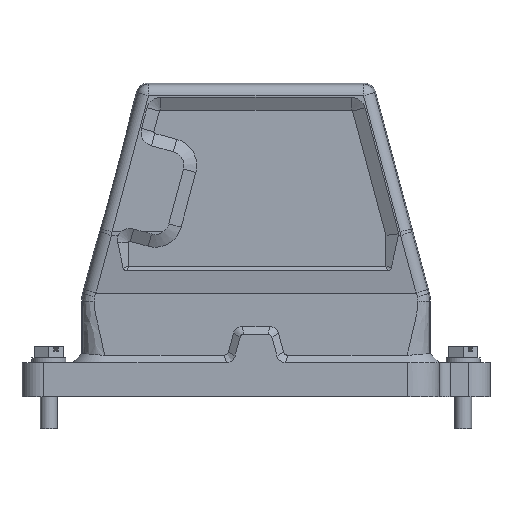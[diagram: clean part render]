
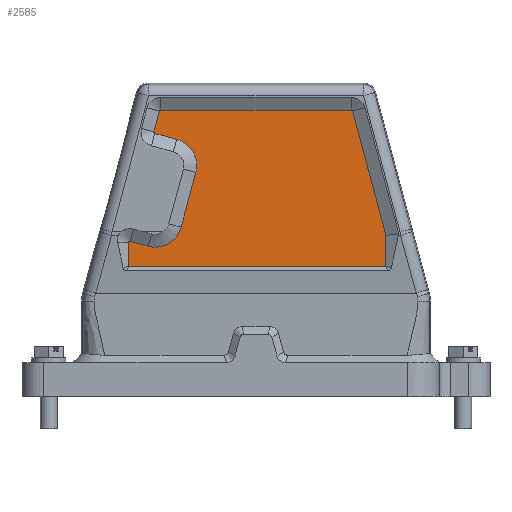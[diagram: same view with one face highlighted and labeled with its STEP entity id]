
A CAD part, front view. The second image highlights one B-rep face of the part: STEP entity #2585.
In plain terms, the highlighted planar face has unit normal (0, -1, 0).
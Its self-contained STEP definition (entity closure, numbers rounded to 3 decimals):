
#1270=LINE('',#10834,#1901);
#1271=LINE('',#10854,#1902);
#1272=LINE('',#10873,#1903);
#1273=LINE('',#10875,#1904);
#1274=LINE('',#10879,#1905);
#1275=LINE('',#10883,#1906);
#1276=LINE('',#10887,#1907);
#1277=LINE('',#10891,#1908);
#1278=LINE('',#10895,#1909);
#1901=VECTOR('',#8652,1.);
#1902=VECTOR('',#8653,1.);
#1903=VECTOR('',#8654,1.);
#1904=VECTOR('',#8655,1.);
#1905=VECTOR('',#8658,1.);
#1906=VECTOR('',#8661,1.);
#1907=VECTOR('',#8664,1.);
#1908=VECTOR('',#8667,1.);
#1909=VECTOR('',#8670,1.);
#2416=B_SPLINE_CURVE_WITH_KNOTS('',3,(#10837,#10838,#10839,#10840,#10841,
#10842,#10843,#10844,#10845,#10846,#10847,#10848,#10849,#10850,#10851,#10852),
 .UNSPECIFIED.,.F.,.F.,(4,3,3,3,3,4),(0.,0.213,0.426,
0.642,0.859,1.),.UNSPECIFIED.);
#2417=B_SPLINE_CURVE_WITH_KNOTS('',3,(#10856,#10857,#10858,#10859,#10860,
#10861,#10862,#10863,#10864,#10865,#10866,#10867,#10868,#10869,#10870,#10871),
 .UNSPECIFIED.,.F.,.F.,(4,3,3,3,3,4),(0.,0.213,0.426,
0.642,0.859,1.),.UNSPECIFIED.);
#2585=ADVANCED_FACE('',(#3171),#2966,.T.);
#2966=PLANE('',#7879);
#3171=FACE_OUTER_BOUND('',#3543,.T.);
#3543=EDGE_LOOP('',(#4131,#4132,#4133,#4134,#4135,#4136,#4137,#4138,#4139,
#4140,#4141,#4142,#4143,#4144,#4145,#4146,#4147));
#4131=ORIENTED_EDGE('',*,*,#6746,.F.);
#4132=ORIENTED_EDGE('',*,*,#6747,.T.);
#4133=ORIENTED_EDGE('',*,*,#6748,.F.);
#4134=ORIENTED_EDGE('',*,*,#6749,.T.);
#4135=ORIENTED_EDGE('',*,*,#6750,.F.);
#4136=ORIENTED_EDGE('',*,*,#6751,.F.);
#4137=ORIENTED_EDGE('',*,*,#6752,.T.);
#4138=ORIENTED_EDGE('',*,*,#6753,.F.);
#4139=ORIENTED_EDGE('',*,*,#6754,.T.);
#4140=ORIENTED_EDGE('',*,*,#6755,.F.);
#4141=ORIENTED_EDGE('',*,*,#6756,.T.);
#4142=ORIENTED_EDGE('',*,*,#6757,.F.);
#4143=ORIENTED_EDGE('',*,*,#6758,.T.);
#4144=ORIENTED_EDGE('',*,*,#6759,.F.);
#4145=ORIENTED_EDGE('',*,*,#6760,.T.);
#4146=ORIENTED_EDGE('',*,*,#6761,.F.);
#4147=ORIENTED_EDGE('',*,*,#6762,.T.);
#6093=VERTEX_POINT('',#10835);
#6094=VERTEX_POINT('',#10836);
#6095=VERTEX_POINT('',#10853);
#6096=VERTEX_POINT('',#10855);
#6097=VERTEX_POINT('',#10872);
#6098=VERTEX_POINT('',#10874);
#6099=VERTEX_POINT('',#10876);
#6100=VERTEX_POINT('',#10878);
#6101=VERTEX_POINT('',#10880);
#6102=VERTEX_POINT('',#10882);
#6103=VERTEX_POINT('',#10884);
#6104=VERTEX_POINT('',#10886);
#6105=VERTEX_POINT('',#10888);
#6106=VERTEX_POINT('',#10890);
#6107=VERTEX_POINT('',#10892);
#6108=VERTEX_POINT('',#10894);
#6109=VERTEX_POINT('',#10896);
#6746=EDGE_CURVE('',#6093,#6094,#1270,.T.);
#6747=EDGE_CURVE('',#6093,#6095,#2416,.T.);
#6748=EDGE_CURVE('',#6096,#6095,#1271,.T.);
#6749=EDGE_CURVE('',#6096,#6097,#2417,.T.);
#6750=EDGE_CURVE('',#6098,#6097,#1272,.T.);
#6751=EDGE_CURVE('',#6099,#6098,#1273,.T.);
#6752=EDGE_CURVE('',#6099,#6100,#7567,.T.);
#6753=EDGE_CURVE('',#6101,#6100,#1274,.T.);
#6754=EDGE_CURVE('',#6101,#6102,#7568,.T.);
#6755=EDGE_CURVE('',#6103,#6102,#1275,.T.);
#6756=EDGE_CURVE('',#6103,#6104,#7569,.T.);
#6757=EDGE_CURVE('',#6105,#6104,#1276,.T.);
#6758=EDGE_CURVE('',#6105,#6106,#7570,.T.);
#6759=EDGE_CURVE('',#6107,#6106,#1277,.T.);
#6760=EDGE_CURVE('',#6107,#6108,#7571,.T.);
#6761=EDGE_CURVE('',#6109,#6108,#1278,.T.);
#6762=EDGE_CURVE('',#6109,#6094,#7572,.T.);
#7567=CIRCLE('',#7873,0.497);
#7568=CIRCLE('',#7874,0.497);
#7569=CIRCLE('',#7875,0.497);
#7570=CIRCLE('',#7876,9.503);
#7571=CIRCLE('',#7877,9.503);
#7572=CIRCLE('',#7878,0.497);
#7873=AXIS2_PLACEMENT_3D('',#10877,#8656,#8657);
#7874=AXIS2_PLACEMENT_3D('',#10881,#8659,#8660);
#7875=AXIS2_PLACEMENT_3D('',#10885,#8662,#8663);
#7876=AXIS2_PLACEMENT_3D('',#10889,#8665,#8666);
#7877=AXIS2_PLACEMENT_3D('',#10893,#8668,#8669);
#7878=AXIS2_PLACEMENT_3D('',#10897,#8671,#8672);
#7879=AXIS2_PLACEMENT_3D('',#10898,#8673,#8674);
#8652=DIRECTION('',(0.,0.,1.));
#8653=DIRECTION('',(-1.,0.,0.));
#8654=DIRECTION('',(0.,0.,-1.));
#8655=DIRECTION('',(0.259,0.,-0.966));
#8656=DIRECTION('',(0.,-1.,0.));
#8657=DIRECTION('',(0.,0.,-1.));
#8658=DIRECTION('',(1.,0.,0.));
#8659=DIRECTION('',(0.,-1.,0.));
#8660=DIRECTION('',(0.,0.,-1.));
#8661=DIRECTION('',(0.259,0.,0.966));
#8662=DIRECTION('',(0.,-1.,0.));
#8663=DIRECTION('',(0.,0.,-1.));
#8664=DIRECTION('',(-0.966,0.,0.259));
#8665=DIRECTION('',(0.,1.,0.));
#8666=DIRECTION('',(0.,0.,-1.));
#8667=DIRECTION('',(0.259,0.,0.966));
#8668=DIRECTION('',(0.,1.,0.));
#8669=DIRECTION('',(0.,0.,-1.));
#8670=DIRECTION('',(0.966,0.,-0.259));
#8671=DIRECTION('',(0.,-1.,0.));
#8672=DIRECTION('',(0.,0.,-1.));
#8673=DIRECTION('',(0.,-1.,0.));
#8674=DIRECTION('',(0.,0.,-1.));
#10834=CARTESIAN_POINT('',(-44.929,-26.4,0.));
#10835=CARTESIAN_POINT('',(-44.929,-26.4,28.));
#10836=CARTESIAN_POINT('',(-44.929,-26.4,36.151));
#10837=CARTESIAN_POINT('',(-44.929,-26.4,28.));
#10838=CARTESIAN_POINT('',(-44.929,-26.4,27.994));
#10839=CARTESIAN_POINT('',(-44.928,-26.4,27.989));
#10840=CARTESIAN_POINT('',(-44.927,-26.4,27.984));
#10841=CARTESIAN_POINT('',(-44.925,-26.4,27.978));
#10842=CARTESIAN_POINT('',(-44.922,-26.4,27.973));
#10843=CARTESIAN_POINT('',(-44.919,-26.4,27.969));
#10844=CARTESIAN_POINT('',(-44.915,-26.4,27.965));
#10845=CARTESIAN_POINT('',(-44.911,-26.4,27.961));
#10846=CARTESIAN_POINT('',(-44.906,-26.4,27.958));
#10847=CARTESIAN_POINT('',(-44.901,-26.4,27.955));
#10848=CARTESIAN_POINT('',(-44.896,-26.4,27.953));
#10849=CARTESIAN_POINT('',(-44.89,-26.4,27.951));
#10850=CARTESIAN_POINT('',(-44.887,-26.4,27.95));
#10851=CARTESIAN_POINT('',(-44.883,-26.4,27.95));
#10852=CARTESIAN_POINT('',(-44.879,-26.4,27.95));
#10853=CARTESIAN_POINT('',(-44.879,-26.4,27.95));
#10854=CARTESIAN_POINT('',(-49.433,-26.4,27.95));
#10855=CARTESIAN_POINT('',(45.768,-26.4,27.95));
#10856=CARTESIAN_POINT('',(45.768,-26.4,27.95));
#10857=CARTESIAN_POINT('',(45.774,-26.4,27.95));
#10858=CARTESIAN_POINT('',(45.779,-26.4,27.951));
#10859=CARTESIAN_POINT('',(45.785,-26.4,27.953));
#10860=CARTESIAN_POINT('',(45.79,-26.4,27.955));
#10861=CARTESIAN_POINT('',(45.795,-26.4,27.957));
#10862=CARTESIAN_POINT('',(45.799,-26.4,27.961));
#10863=CARTESIAN_POINT('',(45.804,-26.4,27.964));
#10864=CARTESIAN_POINT('',(45.807,-26.4,27.969));
#10865=CARTESIAN_POINT('',(45.81,-26.4,27.973));
#10866=CARTESIAN_POINT('',(45.813,-26.4,27.978));
#10867=CARTESIAN_POINT('',(45.816,-26.4,27.983));
#10868=CARTESIAN_POINT('',(45.817,-26.4,27.989));
#10869=CARTESIAN_POINT('',(45.818,-26.4,27.993));
#10870=CARTESIAN_POINT('',(45.818,-26.4,27.996));
#10871=CARTESIAN_POINT('',(45.818,-26.4,28.));
#10872=CARTESIAN_POINT('',(45.818,-26.4,28.));
#10873=CARTESIAN_POINT('',(45.818,-26.4,0.));
#10874=CARTESIAN_POINT('',(45.818,-26.4,38.757));
#10875=CARTESIAN_POINT('',(52.438,-26.4,14.051));
#10876=CARTESIAN_POINT('',(34.076,-26.4,82.579));
#10877=CARTESIAN_POINT('',(33.597,-26.4,82.45));
#10878=CARTESIAN_POINT('',(33.597,-26.4,82.947));
#10879=CARTESIAN_POINT('',(0.,-26.4,82.947));
#10880=CARTESIAN_POINT('',(-33.597,-26.4,82.947));
#10881=CARTESIAN_POINT('',(-33.597,-26.4,82.45));
#10882=CARTESIAN_POINT('',(-34.076,-26.4,82.579));
#10883=CARTESIAN_POINT('',(-52.438,-26.4,14.051));
#10884=CARTESIAN_POINT('',(-36.024,-26.4,75.309));
#10885=CARTESIAN_POINT('',(-35.544,-26.4,75.18));
#10886=CARTESIAN_POINT('',(-35.673,-26.4,74.701));
#10887=CARTESIAN_POINT('',(16.286,-26.4,60.778));
#10888=CARTESIAN_POINT('',(-27.946,-26.4,72.63));
#10889=CARTESIAN_POINT('',(-30.405,-26.4,63.451));
#10890=CARTESIAN_POINT('',(-21.226,-26.4,60.991));
#10891=CARTESIAN_POINT('',(-35.052,-26.4,9.392));
#10892=CARTESIAN_POINT('',(-26.402,-26.4,41.672));
#10893=CARTESIAN_POINT('',(-35.582,-26.4,44.132));
#10894=CARTESIAN_POINT('',(-38.041,-26.4,34.952));
#10895=CARTESIAN_POINT('',(6.19,-26.4,23.101));
#10896=CARTESIAN_POINT('',(-44.304,-26.4,36.631));
#10897=CARTESIAN_POINT('',(-44.433,-26.4,36.151));
#10898=CARTESIAN_POINT('',(0.,-26.4,0.));
